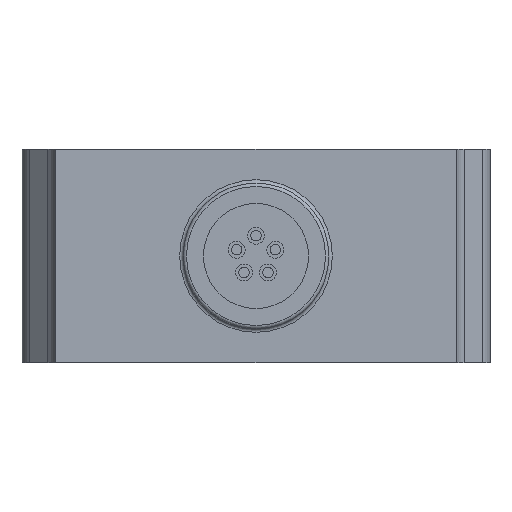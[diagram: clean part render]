
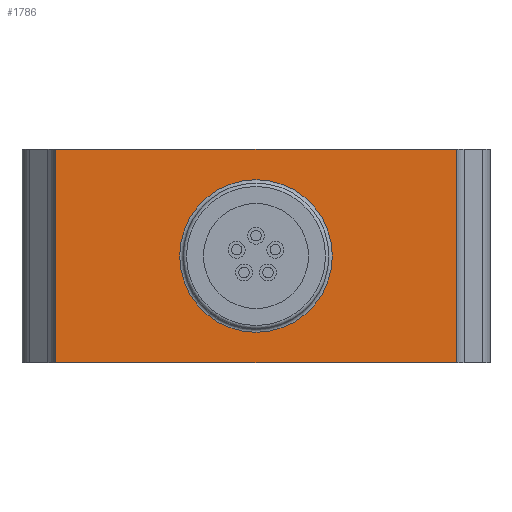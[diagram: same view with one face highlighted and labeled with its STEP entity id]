
A CAD part, front view. The second image highlights one B-rep face of the part: STEP entity #1786.
In plain terms, the highlighted planar face has unit normal (0, -1, 0).
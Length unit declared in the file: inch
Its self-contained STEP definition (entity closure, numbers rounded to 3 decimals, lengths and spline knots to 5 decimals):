
#102 = EDGE_CURVE ( 'NONE', #2588, #2440, #372, .T. ) ;
#182 = LINE ( 'NONE', #2485, #2658 ) ;
#228 = EDGE_CURVE ( 'NONE', #2440, #256, #182, .T. ) ;
#256 = VERTEX_POINT ( 'NONE', #3000 ) ;
#321 = CARTESIAN_POINT ( 'NONE',  ( -0.59, -1.20438, 0.315 ) ) ;
#337 = CARTESIAN_POINT ( 'NONE',  ( 0., -1.20438, 0.225 ) ) ;
#372 = LINE ( 'NONE', #2132, #2997 ) ;
#429 = CARTESIAN_POINT ( 'NONE',  ( -0.59, -1.20438, 0.315 ) ) ;
#454 = CARTESIAN_POINT ( 'NONE',  ( 0.59, -1.20438, 0.315 ) ) ;
#530 = CARTESIAN_POINT ( 'NONE',  ( 0.59, -1.20438, 0.315 ) ) ;
#615 = ORIENTED_EDGE ( 'NONE', *, *, #228, .T. ) ;
#751 = EDGE_CURVE ( 'NONE', #2588, #1842, #1897, .T. ) ;
#780 = FACE_OUTER_BOUND ( 'NONE', #1775, .T. ) ;
#849 = VECTOR ( 'NONE', #2702, 39.37008 ) ;
#869 = DIRECTION ( 'NONE',  ( 0., 1., 0. ) ) ;
#966 = CARTESIAN_POINT ( 'NONE',  ( 0., -1.20438, 0. ) ) ;
#987 = DIRECTION ( 'NONE',  ( 0., 0., -1. ) ) ;
#1057 = VERTEX_POINT ( 'NONE', #337 ) ;
#1209 = DIRECTION ( 'NONE',  ( 1., 0., 0. ) ) ;
#1346 = ORIENTED_EDGE ( 'NONE', *, *, #2036, .F. ) ;
#1432 = EDGE_LOOP ( 'NONE', ( #2262 ) ) ;
#1593 = CIRCLE ( 'NONE', #3243, 0.225 ) ;
#1635 = EDGE_CURVE ( 'NONE', #1057, #1057, #1593, .T. ) ;
#1687 = ORIENTED_EDGE ( 'NONE', *, *, #751, .F. ) ;
#1741 = CARTESIAN_POINT ( 'NONE',  ( -0.59, -1.20438, -0.315 ) ) ;
#1775 = EDGE_LOOP ( 'NONE', ( #615, #1346, #1687, #2085 ) ) ;
#1786 = ADVANCED_FACE ( 'NONE', ( #2908, #780 ), #2815, .F. ) ;
#1811 = VECTOR ( 'NONE', #987, 39.37008 ) ;
#1842 = VERTEX_POINT ( 'NONE', #454 ) ;
#1897 = LINE ( 'NONE', #429, #849 ) ;
#1935 = DIRECTION ( 'NONE',  ( 0., 0., -1. ) ) ;
#1992 = DIRECTION ( 'NONE',  ( 0., 1., 0. ) ) ;
#2036 = EDGE_CURVE ( 'NONE', #1842, #256, #3287, .T. ) ;
#2085 = ORIENTED_EDGE ( 'NONE', *, *, #102, .T. ) ;
#2132 = CARTESIAN_POINT ( 'NONE',  ( -0.59, -1.20438, 0.315 ) ) ;
#2262 = ORIENTED_EDGE ( 'NONE', *, *, #1635, .T. ) ;
#2358 = DIRECTION ( 'NONE',  ( 0., 0., 1. ) ) ;
#2414 = CARTESIAN_POINT ( 'NONE',  ( -0.59, -1.20438, 0.315 ) ) ;
#2440 = VERTEX_POINT ( 'NONE', #1741 ) ;
#2485 = CARTESIAN_POINT ( 'NONE',  ( -0.59, -1.20438, -0.315 ) ) ;
#2555 = AXIS2_PLACEMENT_3D ( 'NONE', #2414, #869, #2358 ) ;
#2588 = VERTEX_POINT ( 'NONE', #321 ) ;
#2658 = VECTOR ( 'NONE', #1209, 39.37008 ) ;
#2702 = DIRECTION ( 'NONE',  ( 1., 0., 0. ) ) ;
#2815 = PLANE ( 'NONE',  #2555 ) ;
#2908 = FACE_BOUND ( 'NONE', #1432, .T. ) ;
#2997 = VECTOR ( 'NONE', #1935, 39.37008 ) ;
#3000 = CARTESIAN_POINT ( 'NONE',  ( 0.59, -1.20438, -0.315 ) ) ;
#3004 = DIRECTION ( 'NONE',  ( 0., 0., 1. ) ) ;
#3243 = AXIS2_PLACEMENT_3D ( 'NONE', #966, #1992, #3004 ) ;
#3287 = LINE ( 'NONE', #530, #1811 ) ;
